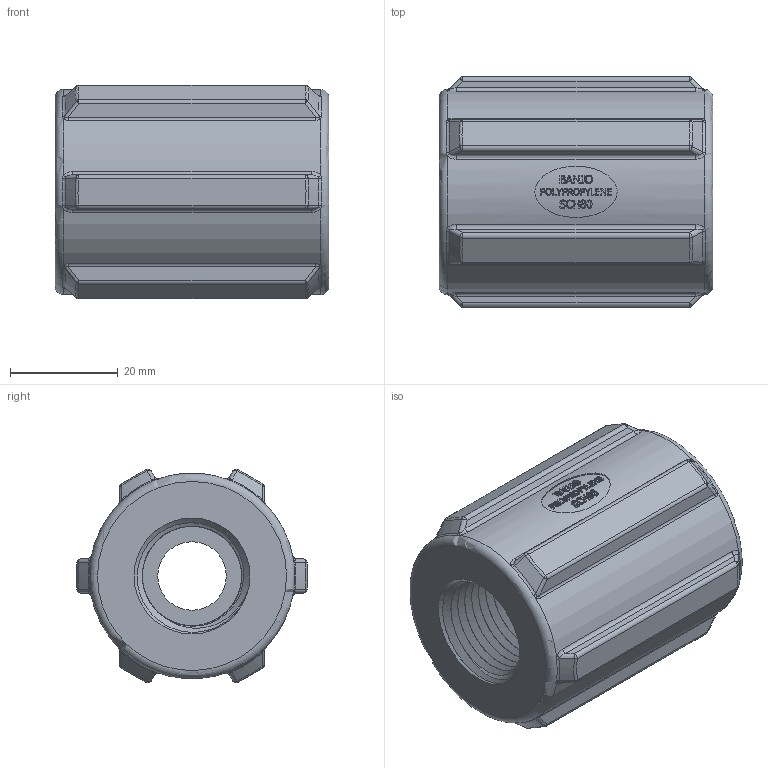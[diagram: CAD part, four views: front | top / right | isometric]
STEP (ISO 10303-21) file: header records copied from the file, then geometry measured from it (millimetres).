
FILE_DESCRIPTION((''),'2;1');
FILE_NAME('CPLG050.stp','2013-01-17T08:45:25',('mclevenger'),(''),'Autodesk Inventor 2012','Autodesk Inventor 2012','');
FILE_SCHEMA(('AUTOMOTIVE_DESIGN { 1 0 10303 214 1 1 1 1 }'));
Length unit declared in the file: inch
Products named in the file (1): CPLG050
Bounding box: 50.8 x 42.67 x 39.57 mm (x, y, z)
Volume: 48437.3 mm3; surface area: 13874.8 mm2
Topology: 1 solids, 1 shells, 549 faces, 1376 edges, 868 vertices
Faces by surface type: bspline 244, plane 183, cylinder 70, sphere 24, torus 14, cone 14
Full cylindrical faces by diameter (mm): 12.7 x1
Entity records: 24238 total; most frequent: CARTESIAN_POINT 12565, ORIENTED_EDGE 2732, DIRECTION 1842, EDGE_CURVE 1366, VERTEX_POINT 864, AXIS2_PLACEMENT_3D 660, EDGE_LOOP 596, FACE_OUTER_BOUND 549
